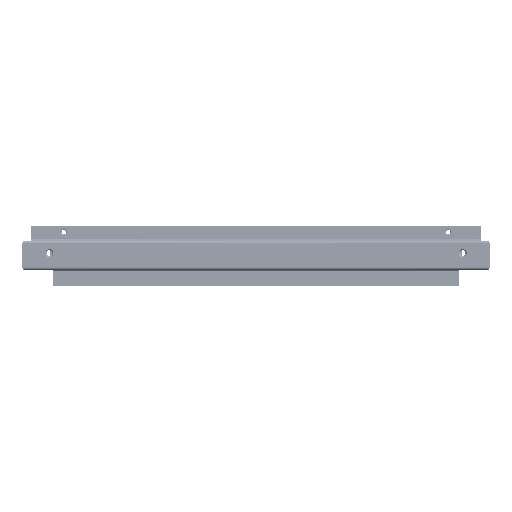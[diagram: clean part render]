
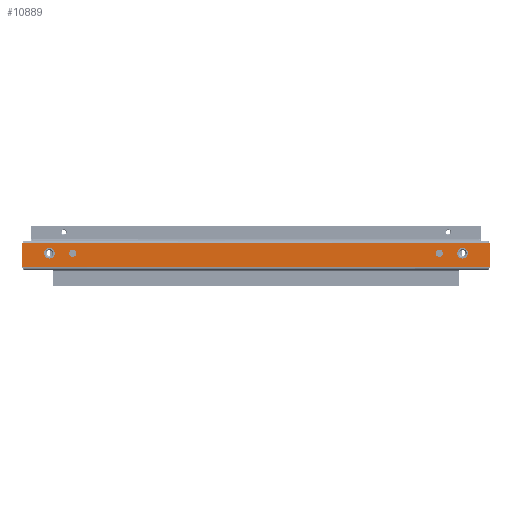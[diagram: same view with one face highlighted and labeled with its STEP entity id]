
A CAD part, front view. The second image highlights one B-rep face of the part: STEP entity #10889.
In plain terms, the highlighted face is planar.
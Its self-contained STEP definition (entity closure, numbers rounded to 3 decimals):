
#185 = CARTESIAN_POINT ( 'NONE',  ( 350., 18., 0. ) ) ;
#957 = ORIENTED_EDGE ( 'NONE', *, *, #39600, .T. ) ;
#975 = CIRCLE ( 'NONE', #26725, 8. ) ;
#1694 = ORIENTED_EDGE ( 'NONE', *, *, #55403, .T. ) ;
#2030 = VECTOR ( 'NONE', #44723, 1000. ) ;
#4093 = ORIENTED_EDGE ( 'NONE', *, *, #28729, .T. ) ;
#4375 = DIRECTION ( 'NONE',  ( 1., 0., 0. ) ) ;
#4427 = CARTESIAN_POINT ( 'NONE',  ( -309.5, -3.319, 0. ) ) ;
#4459 = ORIENTED_EDGE ( 'NONE', *, *, #17005, .F. ) ;
#6204 = VERTEX_POINT ( 'NONE', #55101 ) ;
#7064 = VERTEX_POINT ( 'NONE', #49169 ) ;
#7388 = DIRECTION ( 'NONE',  ( -1., 0., 0. ) ) ;
#8006 = LINE ( 'NONE', #27693, #30750 ) ;
#8092 = DIRECTION ( 'NONE',  ( -1., 0., 0. ) ) ;
#8792 = PLANE ( 'NONE',  #53654 ) ;
#9048 = CARTESIAN_POINT ( 'NONE',  ( -269., -3.319, 0. ) ) ;
#9116 = LINE ( 'NONE', #23937, #47566 ) ;
#9241 = AXIS2_PLACEMENT_3D ( 'NONE', #27639, #22791, #42497 ) ;
#9418 = FACE_BOUND ( 'NONE', #33761, .T. ) ;
#9625 = DIRECTION ( 'NONE',  ( 0., 0., -1. ) ) ;
#9683 = CARTESIAN_POINT ( 'NONE',  ( -350., -18., 0. ) ) ;
#10793 = ORIENTED_EDGE ( 'NONE', *, *, #23266, .F. ) ;
#10889 = ADVANCED_FACE ( 'NONE', ( #34589, #54301, #28789, #9418, #14246 ), #8792, .F. ) ;
#10975 = DIRECTION ( 'NONE',  ( 1., 0., 0. ) ) ;
#12048 = EDGE_LOOP ( 'NONE', ( #57111, #37643 ) ) ;
#12175 = DIRECTION ( 'NONE',  ( -1., 0., 0. ) ) ;
#12564 = VERTEX_POINT ( 'NONE', #63050 ) ;
#13733 = CARTESIAN_POINT ( 'NONE',  ( -309.5, -3.319, 0. ) ) ;
#14246 = FACE_OUTER_BOUND ( 'NONE', #48389, .T. ) ;
#14379 = DIRECTION ( 'NONE',  ( 0., 1., 0. ) ) ;
#14460 = CARTESIAN_POINT ( 'NONE',  ( -350., -18., 0. ) ) ;
#15019 = CARTESIAN_POINT ( 'NONE',  ( 350., -22., 0. ) ) ;
#15183 = CARTESIAN_POINT ( 'NONE',  ( -350., -18., 0. ) ) ;
#16175 = ORIENTED_EDGE ( 'NONE', *, *, #31795, .T. ) ;
#16224 = EDGE_CURVE ( 'NONE', #20554, #57906, #35158, .T. ) ;
#16314 = CARTESIAN_POINT ( 'NONE',  ( -274.5, -3.319, 0. ) ) ;
#17005 = EDGE_CURVE ( 'NONE', #44261, #32999, #59900, .T. ) ;
#17012 = CARTESIAN_POINT ( 'NONE',  ( 274.5, -3.319, 0. ) ) ;
#17561 = VERTEX_POINT ( 'NONE', #37086 ) ;
#18021 = CARTESIAN_POINT ( 'NONE',  ( 280., -3.319, 0. ) ) ;
#18982 = VERTEX_POINT ( 'NONE', #34948 ) ;
#19106 = DIRECTION ( 'NONE',  ( -1., 0., 0. ) ) ;
#19507 = VERTEX_POINT ( 'NONE', #26035 ) ;
#20554 = VERTEX_POINT ( 'NONE', #39082 ) ;
#21967 = EDGE_CURVE ( 'NONE', #57906, #12564, #29870, .T. ) ;
#22791 = DIRECTION ( 'NONE',  ( 0., 0., 1. ) ) ;
#23266 = EDGE_CURVE ( 'NONE', #50833, #18982, #34588, .T. ) ;
#23352 = CARTESIAN_POINT ( 'NONE',  ( -317.5, -3.319, 0. ) ) ;
#23921 = AXIS2_PLACEMENT_3D ( 'NONE', #42305, #37131, #8092 ) ;
#23937 = CARTESIAN_POINT ( 'NONE',  ( 350., 18., 0. ) ) ;
#24246 = DIRECTION ( 'NONE',  ( 0., 0., -1. ) ) ;
#24647 = EDGE_LOOP ( 'NONE', ( #28547, #4459 ) ) ;
#25901 = CARTESIAN_POINT ( 'NONE',  ( -347.935, -18., 0. ) ) ;
#26035 = CARTESIAN_POINT ( 'NONE',  ( 269., -3.319, 0. ) ) ;
#26649 = DIRECTION ( 'NONE',  ( 0., 0., 1. ) ) ;
#26725 = AXIS2_PLACEMENT_3D ( 'NONE', #61943, #60407, #7388 ) ;
#27219 = VERTEX_POINT ( 'NONE', #25901 ) ;
#27639 = CARTESIAN_POINT ( 'NONE',  ( -274.5, -3.319, 0. ) ) ;
#27693 = CARTESIAN_POINT ( 'NONE',  ( -350., -22., 0. ) ) ;
#27871 = VECTOR ( 'NONE', #49400, 1000. ) ;
#28547 = ORIENTED_EDGE ( 'NONE', *, *, #42188, .F. ) ;
#28729 = EDGE_CURVE ( 'NONE', #6204, #52513, #8006, .T. ) ;
#28789 = FACE_BOUND ( 'NONE', #24647, .T. ) ;
#29108 = DIRECTION ( 'NONE',  ( -1., 0., 0. ) ) ;
#29319 = DIRECTION ( 'NONE',  ( -1., 0., 0. ) ) ;
#29870 = LINE ( 'NONE', #15019, #59331 ) ;
#30750 = VECTOR ( 'NONE', #47412, 1000. ) ;
#31000 = CARTESIAN_POINT ( 'NONE',  ( 350., -18., 0. ) ) ;
#31747 = CARTESIAN_POINT ( 'NONE',  ( 350., 18., 0. ) ) ;
#31795 = EDGE_CURVE ( 'NONE', #52841, #32753, #975, .T. ) ;
#31841 = VERTEX_POINT ( 'NONE', #18021 ) ;
#32228 = EDGE_CURVE ( 'NONE', #18982, #50833, #49439, .T. ) ;
#32390 = CIRCLE ( 'NONE', #61238, 8. ) ;
#32434 = EDGE_CURVE ( 'NONE', #17561, #6204, #49567, .T. ) ;
#32753 = VERTEX_POINT ( 'NONE', #38217 ) ;
#32999 = VERTEX_POINT ( 'NONE', #62910 ) ;
#33172 = DIRECTION ( 'NONE',  ( 0., 0., -1. ) ) ;
#33761 = EDGE_LOOP ( 'NONE', ( #10793, #54971 ) ) ;
#33950 = CARTESIAN_POINT ( 'NONE',  ( 0., 0., 0. ) ) ;
#34377 = AXIS2_PLACEMENT_3D ( 'NONE', #39651, #9625, #29319 ) ;
#34588 = CIRCLE ( 'NONE', #57259, 5.5 ) ;
#34589 = FACE_BOUND ( 'NONE', #41525, .T. ) ;
#34948 = CARTESIAN_POINT ( 'NONE',  ( -280., -3.319, 0. ) ) ;
#35158 = LINE ( 'NONE', #9683, #27871 ) ;
#35347 = EDGE_CURVE ( 'NONE', #31841, #19507, #51773, .T. ) ;
#35376 = CIRCLE ( 'NONE', #34377, 8. ) ;
#35377 = DIRECTION ( 'NONE',  ( 0., 0., 1. ) ) ;
#37086 = CARTESIAN_POINT ( 'NONE',  ( -348., 18., 0. ) ) ;
#37131 = DIRECTION ( 'NONE',  ( 0., 0., -1. ) ) ;
#37244 = DIRECTION ( 'NONE',  ( -1., 0., 0. ) ) ;
#37643 = ORIENTED_EDGE ( 'NONE', *, *, #48197, .T. ) ;
#38217 = CARTESIAN_POINT ( 'NONE',  ( 301.5, -3.319, 0. ) ) ;
#39082 = CARTESIAN_POINT ( 'NONE',  ( 347.935, -18., 0. ) ) ;
#39260 = AXIS2_PLACEMENT_3D ( 'NONE', #17012, #33172, #12175 ) ;
#39291 = DIRECTION ( 'NONE',  ( 1., 0., 0. ) ) ;
#39600 = EDGE_CURVE ( 'NONE', #32753, #52841, #35376, .T. ) ;
#39651 = CARTESIAN_POINT ( 'NONE',  ( 309.5, -3.319, 0. ) ) ;
#39875 = VECTOR ( 'NONE', #10975, 1000. ) ;
#40213 = ORIENTED_EDGE ( 'NONE', *, *, #16224, .T. ) ;
#40878 = DIRECTION ( 'NONE',  ( 1., 0., 0. ) ) ;
#41169 = ORIENTED_EDGE ( 'NONE', *, *, #46437, .T. ) ;
#41439 = ORIENTED_EDGE ( 'NONE', *, *, #21967, .T. ) ;
#41525 = EDGE_LOOP ( 'NONE', ( #16175, #957 ) ) ;
#42188 = EDGE_CURVE ( 'NONE', #32999, #44261, #32390, .T. ) ;
#42305 = CARTESIAN_POINT ( 'NONE',  ( 274.5, -3.319, 0. ) ) ;
#42497 = DIRECTION ( 'NONE',  ( 1., 0., 0. ) ) ;
#42539 = LINE ( 'NONE', #31747, #47319 ) ;
#43068 = CARTESIAN_POINT ( 'NONE',  ( 317.5, -3.319, 0. ) ) ;
#43360 = VECTOR ( 'NONE', #59659, 1000. ) ;
#43404 = CIRCLE ( 'NONE', #39260, 5.5 ) ;
#44261 = VERTEX_POINT ( 'NONE', #23352 ) ;
#44723 = DIRECTION ( 'NONE',  ( -1., 0., 0. ) ) ;
#45775 = CARTESIAN_POINT ( 'NONE',  ( -350., -18., 0. ) ) ;
#46437 = EDGE_CURVE ( 'NONE', #27219, #20554, #55146, .T. ) ;
#47319 = VECTOR ( 'NONE', #37244, 1000. ) ;
#47412 = DIRECTION ( 'NONE',  ( 0., -1., 0. ) ) ;
#47566 = VECTOR ( 'NONE', #19106, 1000. ) ;
#47867 = ORIENTED_EDGE ( 'NONE', *, *, #32434, .T. ) ;
#48197 = EDGE_CURVE ( 'NONE', #19507, #31841, #43404, .T. ) ;
#48389 = EDGE_LOOP ( 'NONE', ( #55164, #41169, #40213, #41439, #1694, #53140, #47867, #4093 ) ) ;
#49169 = CARTESIAN_POINT ( 'NONE',  ( 348., 18., 0. ) ) ;
#49400 = DIRECTION ( 'NONE',  ( 1., 0., 0. ) ) ;
#49439 = CIRCLE ( 'NONE', #9241, 5.5 ) ;
#49567 = LINE ( 'NONE', #185, #2030 ) ;
#50417 = DIRECTION ( 'NONE',  ( 0., 0., 1. ) ) ;
#50833 = VERTEX_POINT ( 'NONE', #9048 ) ;
#51660 = AXIS2_PLACEMENT_3D ( 'NONE', #13733, #50417, #4375 ) ;
#51773 = CIRCLE ( 'NONE', #23921, 5.5 ) ;
#52513 = VERTEX_POINT ( 'NONE', #14460 ) ;
#52841 = VERTEX_POINT ( 'NONE', #43068 ) ;
#53140 = ORIENTED_EDGE ( 'NONE', *, *, #58240, .T. ) ;
#53363 = EDGE_CURVE ( 'NONE', #52513, #27219, #55215, .T. ) ;
#53654 = AXIS2_PLACEMENT_3D ( 'NONE', #33950, #24246, #29108 ) ;
#54301 = FACE_BOUND ( 'NONE', #12048, .T. ) ;
#54971 = ORIENTED_EDGE ( 'NONE', *, *, #32228, .F. ) ;
#55101 = CARTESIAN_POINT ( 'NONE',  ( -350., 18., 0. ) ) ;
#55146 = LINE ( 'NONE', #45775, #43360 ) ;
#55164 = ORIENTED_EDGE ( 'NONE', *, *, #53363, .T. ) ;
#55215 = LINE ( 'NONE', #15183, #39875 ) ;
#55403 = EDGE_CURVE ( 'NONE', #12564, #7064, #42539, .T. ) ;
#57111 = ORIENTED_EDGE ( 'NONE', *, *, #35347, .T. ) ;
#57259 = AXIS2_PLACEMENT_3D ( 'NONE', #16314, #26649, #40878 ) ;
#57906 = VERTEX_POINT ( 'NONE', #31000 ) ;
#58240 = EDGE_CURVE ( 'NONE', #7064, #17561, #9116, .T. ) ;
#59331 = VECTOR ( 'NONE', #14379, 1000. ) ;
#59659 = DIRECTION ( 'NONE',  ( 1., 0., 0. ) ) ;
#59900 = CIRCLE ( 'NONE', #51660, 8. ) ;
#60407 = DIRECTION ( 'NONE',  ( 0., 0., -1. ) ) ;
#61238 = AXIS2_PLACEMENT_3D ( 'NONE', #4427, #35377, #39291 ) ;
#61943 = CARTESIAN_POINT ( 'NONE',  ( 309.5, -3.319, 0. ) ) ;
#62910 = CARTESIAN_POINT ( 'NONE',  ( -301.5, -3.319, 0. ) ) ;
#63050 = CARTESIAN_POINT ( 'NONE',  ( 350., 18., 0. ) ) ;
